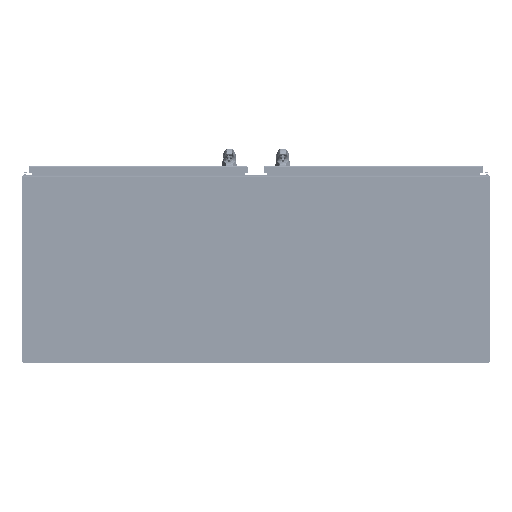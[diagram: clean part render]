
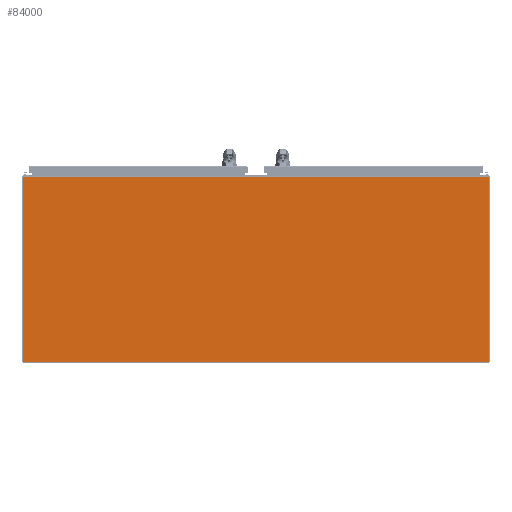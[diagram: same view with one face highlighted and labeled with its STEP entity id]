
A CAD part, front view. The second image highlights one B-rep face of the part: STEP entity #84000.
In plain terms, the highlighted face is planar.
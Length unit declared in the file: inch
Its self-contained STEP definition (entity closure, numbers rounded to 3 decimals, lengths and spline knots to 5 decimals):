
#478 = EDGE_CURVE ( 'NONE', #81109, #83314, #104042, .T. ) ;
#4925 = EDGE_CURVE ( 'NONE', #81109, #68607, #47326, .T. ) ;
#5722 = CARTESIAN_POINT ( 'NONE',  ( -0.44585, 22.7669, 0.125 ) ) ;
#6300 = CARTESIAN_POINT ( 'NONE',  ( -0.44585, 22.7669, 0.125 ) ) ;
#8661 = ORIENTED_EDGE ( 'NONE', *, *, #478, .F. ) ;
#19300 = VECTOR ( 'NONE', #30977, 39.37008 ) ;
#20156 = ORIENTED_EDGE ( 'NONE', *, *, #60483, .F. ) ;
#23600 = CARTESIAN_POINT ( 'NONE',  ( -0.44585, -1.07685, 0.125 ) ) ;
#26736 = CARTESIAN_POINT ( 'NONE',  ( 59.42915, -1.07685, 0.125 ) ) ;
#30310 = AXIS2_PLACEMENT_3D ( 'NONE', #38290, #112257, #49032 ) ;
#30977 = DIRECTION ( 'NONE',  ( 1., 0., 0. ) ) ;
#31873 = CARTESIAN_POINT ( 'NONE',  ( 14.5229, -1.07685, 0.125 ) ) ;
#38290 = CARTESIAN_POINT ( 'NONE',  ( 29.49165, 10.8294, 0.125 ) ) ;
#45781 = VERTEX_POINT ( 'NONE', #135985 ) ;
#47326 = LINE ( 'NONE', #31873, #19300 ) ;
#49032 = DIRECTION ( 'NONE',  ( 1., 0., 0. ) ) ;
#50916 = VECTOR ( 'NONE', #79407, 39.37008 ) ;
#58667 = ORIENTED_EDGE ( 'NONE', *, *, #4925, .T. ) ;
#60483 = EDGE_CURVE ( 'NONE', #83314, #45781, #78890, .T. ) ;
#68607 = VERTEX_POINT ( 'NONE', #26736 ) ;
#71772 = EDGE_CURVE ( 'NONE', #45781, #68607, #92521, .T. ) ;
#78890 = LINE ( 'NONE', #5722, #50916 ) ;
#79407 = DIRECTION ( 'NONE',  ( 1., 0., 0. ) ) ;
#79859 = PLANE ( 'NONE',  #30310 ) ;
#81109 = VERTEX_POINT ( 'NONE', #23600 ) ;
#82326 = DIRECTION ( 'NONE',  ( 0., -1., 0. ) ) ;
#83314 = VERTEX_POINT ( 'NONE', #6300 ) ;
#84000 = ADVANCED_FACE ( 'NONE', ( #132030 ), #79859, .T. ) ;
#92521 = LINE ( 'NONE', #135999, #117302 ) ;
#92989 = ORIENTED_EDGE ( 'NONE', *, *, #71772, .F. ) ;
#104042 = LINE ( 'NONE', #136345, #107374 ) ;
#107374 = VECTOR ( 'NONE', #132899, 39.37008 ) ;
#112257 = DIRECTION ( 'NONE',  ( 0., 0., 1. ) ) ;
#117302 = VECTOR ( 'NONE', #82326, 39.37008 ) ;
#130135 = EDGE_LOOP ( 'NONE', ( #58667, #92989, #20156, #8661 ) ) ;
#132030 = FACE_OUTER_BOUND ( 'NONE', #130135, .T. ) ;
#132899 = DIRECTION ( 'NONE',  ( 0., 1., 0. ) ) ;
#135985 = CARTESIAN_POINT ( 'NONE',  ( 59.42915, 22.7669, 0.125 ) ) ;
#135999 = CARTESIAN_POINT ( 'NONE',  ( 59.42915, 22.7669, 0.125 ) ) ;
#136345 = CARTESIAN_POINT ( 'NONE',  ( -0.44585, -1.1081, 0.125 ) ) ;
